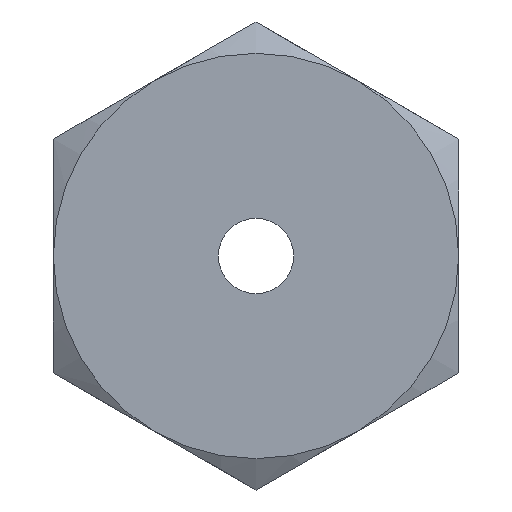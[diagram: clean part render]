
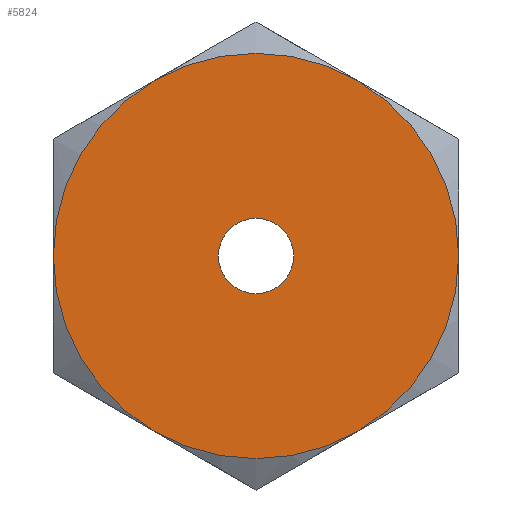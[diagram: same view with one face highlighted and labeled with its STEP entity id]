
A CAD part, left-side view. The second image highlights one B-rep face of the part: STEP entity #5824.
In plain terms, the highlighted planar face has unit normal (-1, 0, 0).
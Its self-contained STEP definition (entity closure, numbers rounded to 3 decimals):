
#2273=CARTESIAN_POINT('',(-2.,1.375,
-2.382));
#2301=CARTESIAN_POINT('',(-2.,2.75,
0.));
#2325=CARTESIAN_POINT('',(-2.,1.375,2.382));
#2351=CARTESIAN_POINT('',(-2.,-1.375,
2.382));
#2377=CARTESIAN_POINT('',(-2.,-2.75,
0.));
#2403=CARTESIAN_POINT('',(-2.,-1.375,
-2.382));
#2418=CARTESIAN_POINT('',(-2.,0.,0.));
#2419=DIRECTION('',(-1.,0.,0.));
#2420=DIRECTION('',(0.,1.,0.));
#2421=AXIS2_PLACEMENT_3D('',#2418,#2419,#2420);
#2423=CARTESIAN_POINT('',(-2.,0.,0.));
#2424=DIRECTION('',(-1.,0.,0.));
#2425=DIRECTION('',(0.,0.5,0.866));
#2426=AXIS2_PLACEMENT_3D('',#2423,#2424,#2425);
#2428=CARTESIAN_POINT('',(-2.,0.,0.));
#2429=DIRECTION('',(-1.,0.,0.));
#2430=DIRECTION('',(0.,-0.5,0.866));
#2431=AXIS2_PLACEMENT_3D('',#2428,#2429,#2430);
#2433=CARTESIAN_POINT('',(-2.,0.,0.));
#2434=DIRECTION('',(-1.,0.,0.));
#2435=DIRECTION('',(0.,-1.,0.));
#2436=AXIS2_PLACEMENT_3D('',#2433,#2434,#2435);
#2438=CARTESIAN_POINT('',(-2.,0.,0.));
#2439=DIRECTION('',(-1.,0.,0.));
#2440=DIRECTION('',(0.,-0.5,-0.866));
#2441=AXIS2_PLACEMENT_3D('',#2438,#2439,#2440);
#2443=CARTESIAN_POINT('',(-2.,0.,0.));
#2444=DIRECTION('',(-1.,0.,0.));
#2445=DIRECTION('',(0.,0.5,-0.866));
#2446=AXIS2_PLACEMENT_3D('',#2443,#2444,#2445);
#2448=CARTESIAN_POINT('',(-2.,0.,0.));
#2449=DIRECTION('',(1.,0.,0.));
#2450=DIRECTION('',(0.,-1.,0.));
#2451=AXIS2_PLACEMENT_3D('',#2448,#2449,#2450);
#2453=CARTESIAN_POINT('',(-2.,0.,0.));
#2454=DIRECTION('',(1.,0.,0.));
#2455=DIRECTION('',(0.,1.,0.));
#2456=AXIS2_PLACEMENT_3D('',#2453,#2454,#2455);
#2551=VERTEX_POINT('',#2273);
#2553=VERTEX_POINT('',#2301);
#2556=VERTEX_POINT('',#2325);
#2558=VERTEX_POINT('',#2351);
#2560=VERTEX_POINT('',#2377);
#2561=VERTEX_POINT('',#2403);
#2594=CARTESIAN_POINT('',(-2.,-0.51,0.));
#2595=CARTESIAN_POINT('',(-2.,0.51,0.));
#2596=VERTEX_POINT('',#2594);
#2597=VERTEX_POINT('',#2595);
#5802=CARTESIAN_POINT('',(-2.,0.,0.));
#5803=DIRECTION('',(1.,0.,0.));
#5804=DIRECTION('',(0.,1.,0.));
#5805=AXIS2_PLACEMENT_3D('',#5802,#5803,#5804);
#5806=PLANE('',#5805);
#5807=ORIENTED_EDGE('',*,*,#5773,.F.);
#5809=ORIENTED_EDGE('',*,*,#5808,.F.);
#5811=ORIENTED_EDGE('',*,*,#5810,.F.);
#5813=ORIENTED_EDGE('',*,*,#5812,.F.);
#5814=ORIENTED_EDGE('',*,*,#5797,.F.);
#5815=ORIENTED_EDGE('',*,*,#5784,.F.);
#5816=EDGE_LOOP('',(#5807,#5809,#5811,#5813,#5814,#5815));
#5817=FACE_OUTER_BOUND('',#5816,.F.);
#5819=ORIENTED_EDGE('',*,*,#5818,.F.);
#5821=ORIENTED_EDGE('',*,*,#5820,.F.);
#5822=EDGE_LOOP('',(#5819,#5821));
#5823=FACE_BOUND('',#5822,.F.);
#2422=CIRCLE('',#2421,2.75);
#2427=CIRCLE('',#2426,2.75);
#2432=CIRCLE('',#2431,2.75);
#2437=CIRCLE('',#2436,2.75);
#2442=CIRCLE('',#2441,2.75);
#2447=CIRCLE('',#2446,2.75);
#2452=CIRCLE('',#2451,0.51);
#2457=CIRCLE('',#2456,0.51);
#5773=EDGE_CURVE('',#2553,#2551,#2422,.T.);
#5784=EDGE_CURVE('',#2551,#2561,#2447,.T.);
#5797=EDGE_CURVE('',#2561,#2560,#2442,.T.);
#5808=EDGE_CURVE('',#2556,#2553,#2427,.T.);
#5810=EDGE_CURVE('',#2558,#2556,#2432,.T.);
#5812=EDGE_CURVE('',#2560,#2558,#2437,.T.);
#5818=EDGE_CURVE('',#2596,#2597,#2452,.T.);
#5820=EDGE_CURVE('',#2597,#2596,#2457,.T.);
#5824=ADVANCED_FACE('',(#5817,#5823),#5806,.F.);
